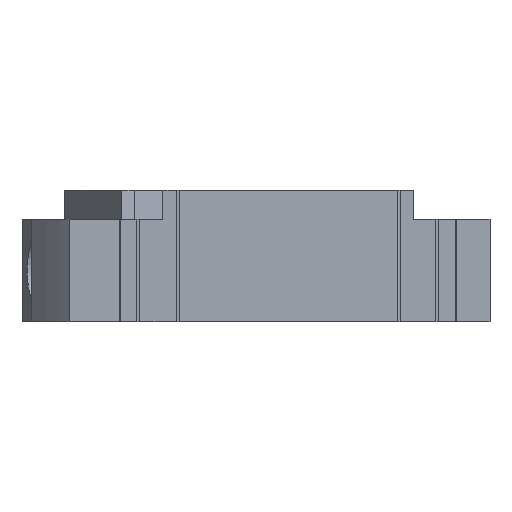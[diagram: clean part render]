
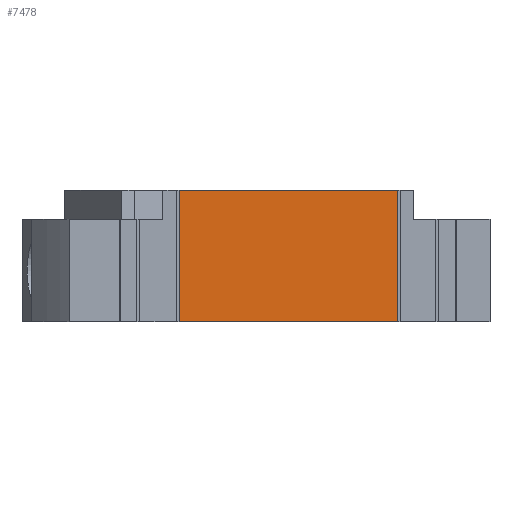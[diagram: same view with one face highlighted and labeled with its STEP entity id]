
A CAD part, front view. The second image highlights one B-rep face of the part: STEP entity #7478.
In plain terms, the highlighted planar face has unit normal (0, -1, 0).
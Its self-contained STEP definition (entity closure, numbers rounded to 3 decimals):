
#2734 = PLANE('',#2735);
#2735 = AXIS2_PLACEMENT_3D('',#2736,#2737,#2738);
#2736 = CARTESIAN_POINT('',(15.129,-29.467,5.));
#2737 = DIRECTION('',(0.,0.,1.));
#2738 = DIRECTION('',(0.,1.,0.));
#4652 = EDGE_CURVE('',#4653,#4655,#4657,.T.);
#4653 = VERTEX_POINT('',#4654);
#4654 = CARTESIAN_POINT('',(-5.821,-29.467,5.));
#4655 = VERTEX_POINT('',#4656);
#4656 = CARTESIAN_POINT('',(10.729,-29.467,5.));
#4657 = SURFACE_CURVE('',#4658,(#4662,#4669),.PCURVE_S1.);
#4658 = LINE('',#4659,#4660);
#4659 = CARTESIAN_POINT('',(-5.821,-29.467,5.));
#4660 = VECTOR('',#4661,1.);
#4661 = DIRECTION('',(1.,0.,0.));
#4662 = PCURVE('',#2734,#4663);
#4663 = DEFINITIONAL_REPRESENTATION('',(#4664),#4668);
#4664 = LINE('',#4665,#4666);
#4665 = CARTESIAN_POINT('',(0.,20.95));
#4666 = VECTOR('',#4667,1.);
#4667 = DIRECTION('',(0.,-1.));
#4668 = ( GEOMETRIC_REPRESENTATION_CONTEXT(2) 
PARAMETRIC_REPRESENTATION_CONTEXT() REPRESENTATION_CONTEXT('2D SPACE',''
  ) );
#4669 = PCURVE('',#4670,#4675);
#4670 = PLANE('',#4671);
#4671 = AXIS2_PLACEMENT_3D('',#4672,#4673,#4674);
#4672 = CARTESIAN_POINT('',(-7.071,-29.467,5.));
#4673 = DIRECTION('',(0.,1.,0.));
#4674 = DIRECTION('',(0.,0.,-1.));
#4675 = DEFINITIONAL_REPRESENTATION('',(#4676),#4680);
#4676 = LINE('',#4677,#4678);
#4677 = CARTESIAN_POINT('',(0.,-1.25));
#4678 = VECTOR('',#4679,1.);
#4679 = DIRECTION('',(0.,-1.));
#4680 = ( GEOMETRIC_REPRESENTATION_CONTEXT(2) 
PARAMETRIC_REPRESENTATION_CONTEXT() REPRESENTATION_CONTEXT('2D SPACE',''
  ) );
#4698 = PLANE('',#4699);
#4699 = AXIS2_PLACEMENT_3D('',#4700,#4701,#4702);
#4700 = CARTESIAN_POINT('',(10.729,-28.867,5.));
#4701 = DIRECTION('',(1.,0.,0.));
#4702 = DIRECTION('',(0.,0.,-1.));
#4997 = PLANE('',#4998);
#4998 = AXIS2_PLACEMENT_3D('',#4999,#5000,#5001);
#4999 = CARTESIAN_POINT('',(-5.821,-29.467,5.));
#5000 = DIRECTION('',(1.,0.,0.));
#5001 = DIRECTION('',(0.,0.,-1.));
#7478 = ADVANCED_FACE('',(#7479),#4670,.F.);
#7479 = FACE_BOUND('',#7480,.F.);
#7480 = EDGE_LOOP('',(#7481,#7504,#7532,#7553));
#7481 = ORIENTED_EDGE('',*,*,#7482,.T.);
#7482 = EDGE_CURVE('',#4655,#7483,#7485,.T.);
#7483 = VERTEX_POINT('',#7484);
#7484 = CARTESIAN_POINT('',(10.729,-29.467,-5.));
#7485 = SURFACE_CURVE('',#7486,(#7490,#7497),.PCURVE_S1.);
#7486 = LINE('',#7487,#7488);
#7487 = CARTESIAN_POINT('',(10.729,-29.467,-1.1));
#7488 = VECTOR('',#7489,1.);
#7489 = DIRECTION('',(0.,0.,-1.));
#7490 = PCURVE('',#4670,#7491);
#7491 = DEFINITIONAL_REPRESENTATION('',(#7492),#7496);
#7492 = LINE('',#7493,#7494);
#7493 = CARTESIAN_POINT('',(6.1,-17.8));
#7494 = VECTOR('',#7495,1.);
#7495 = DIRECTION('',(1.,0.));
#7496 = ( GEOMETRIC_REPRESENTATION_CONTEXT(2) 
PARAMETRIC_REPRESENTATION_CONTEXT() REPRESENTATION_CONTEXT('2D SPACE',''
  ) );
#7497 = PCURVE('',#4698,#7498);
#7498 = DEFINITIONAL_REPRESENTATION('',(#7499),#7503);
#7499 = LINE('',#7500,#7501);
#7500 = CARTESIAN_POINT('',(6.1,-0.6));
#7501 = VECTOR('',#7502,1.);
#7502 = DIRECTION('',(1.,0.));
#7503 = ( GEOMETRIC_REPRESENTATION_CONTEXT(2) 
PARAMETRIC_REPRESENTATION_CONTEXT() REPRESENTATION_CONTEXT('2D SPACE',''
  ) );
#7504 = ORIENTED_EDGE('',*,*,#7505,.F.);
#7505 = EDGE_CURVE('',#7506,#7483,#7508,.T.);
#7506 = VERTEX_POINT('',#7507);
#7507 = CARTESIAN_POINT('',(-5.821,-29.467,-5.));
#7508 = SURFACE_CURVE('',#7509,(#7513,#7520),.PCURVE_S1.);
#7509 = LINE('',#7510,#7511);
#7510 = CARTESIAN_POINT('',(-10.271,-29.467,-5.));
#7511 = VECTOR('',#7512,1.);
#7512 = DIRECTION('',(1.,0.,0.));
#7513 = PCURVE('',#4670,#7514);
#7514 = DEFINITIONAL_REPRESENTATION('',(#7515),#7519);
#7515 = LINE('',#7516,#7517);
#7516 = CARTESIAN_POINT('',(10.,3.2));
#7517 = VECTOR('',#7518,1.);
#7518 = DIRECTION('',(0.,-1.));
#7519 = ( GEOMETRIC_REPRESENTATION_CONTEXT(2) 
PARAMETRIC_REPRESENTATION_CONTEXT() REPRESENTATION_CONTEXT('2D SPACE',''
  ) );
#7520 = PCURVE('',#7521,#7526);
#7521 = PLANE('',#7522);
#7522 = AXIS2_PLACEMENT_3D('',#7523,#7524,#7525);
#7523 = CARTESIAN_POINT('',(0.419,-1.283,-5.));
#7524 = DIRECTION('',(0.,0.,1.));
#7525 = DIRECTION('',(-0.141,0.99,0.
    ));
#7526 = DEFINITIONAL_REPRESENTATION('',(#7527),#7531);
#7527 = LINE('',#7528,#7529);
#7528 = CARTESIAN_POINT('',(-26.389,14.568));
#7529 = VECTOR('',#7530,1.);
#7530 = DIRECTION('',(-0.141,-0.99));
#7531 = ( GEOMETRIC_REPRESENTATION_CONTEXT(2) 
PARAMETRIC_REPRESENTATION_CONTEXT() REPRESENTATION_CONTEXT('2D SPACE',''
  ) );
#7532 = ORIENTED_EDGE('',*,*,#7533,.F.);
#7533 = EDGE_CURVE('',#4653,#7506,#7534,.T.);
#7534 = SURFACE_CURVE('',#7535,(#7539,#7546),.PCURVE_S1.);
#7535 = LINE('',#7536,#7537);
#7536 = CARTESIAN_POINT('',(-5.821,-29.467,5.));
#7537 = VECTOR('',#7538,1.);
#7538 = DIRECTION('',(0.,0.,-1.));
#7539 = PCURVE('',#4670,#7540);
#7540 = DEFINITIONAL_REPRESENTATION('',(#7541),#7545);
#7541 = LINE('',#7542,#7543);
#7542 = CARTESIAN_POINT('',(0.,-1.25));
#7543 = VECTOR('',#7544,1.);
#7544 = DIRECTION('',(1.,0.));
#7545 = ( GEOMETRIC_REPRESENTATION_CONTEXT(2) 
PARAMETRIC_REPRESENTATION_CONTEXT() REPRESENTATION_CONTEXT('2D SPACE',''
  ) );
#7546 = PCURVE('',#4997,#7547);
#7547 = DEFINITIONAL_REPRESENTATION('',(#7548),#7552);
#7548 = LINE('',#7549,#7550);
#7549 = CARTESIAN_POINT('',(0.,0.));
#7550 = VECTOR('',#7551,1.);
#7551 = DIRECTION('',(1.,0.));
#7552 = ( GEOMETRIC_REPRESENTATION_CONTEXT(2) 
PARAMETRIC_REPRESENTATION_CONTEXT() REPRESENTATION_CONTEXT('2D SPACE',''
  ) );
#7553 = ORIENTED_EDGE('',*,*,#4652,.T.);
